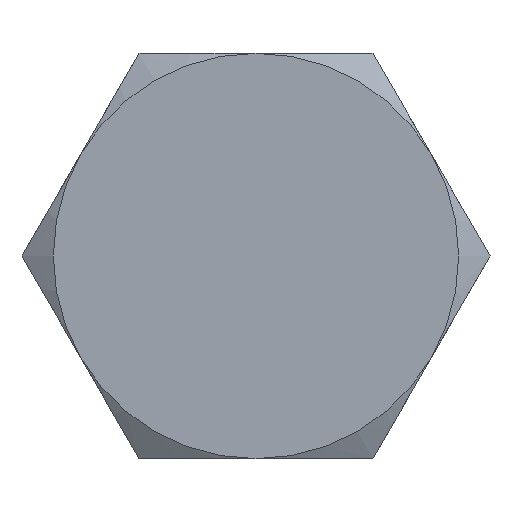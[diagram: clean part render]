
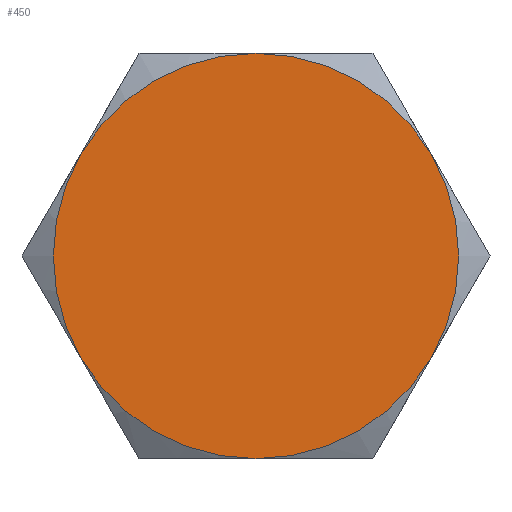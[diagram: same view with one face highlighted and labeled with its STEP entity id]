
A CAD part, front view. The second image highlights one B-rep face of the part: STEP entity #450.
In plain terms, the highlighted planar face has unit normal (0, -1, 0).
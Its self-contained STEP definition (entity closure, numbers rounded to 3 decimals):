
#11 = AXIS2_PLACEMENT_3D ( 'NONE', #431, #56, #375 ) ;
#31 = CIRCLE ( 'NONE', #264, 5. ) ;
#45 = CARTESIAN_POINT ( 'NONE',  ( 0., -18.427, 0. ) ) ;
#55 = EDGE_CURVE ( 'NONE', #394, #323, #31, .T. ) ;
#56 = DIRECTION ( 'NONE',  ( 0., 1., 0. ) ) ;
#82 = CIRCLE ( 'NONE', #104, 5. ) ;
#103 = CARTESIAN_POINT ( 'NONE',  ( 0., -18.427, 0. ) ) ;
#104 = AXIS2_PLACEMENT_3D ( 'NONE', #525, #463, #573 ) ;
#110 = DIRECTION ( 'NONE',  ( 0., 1., 0. ) ) ;
#125 = CARTESIAN_POINT ( 'NONE',  ( 0., -18.427, 5. ) ) ;
#131 = EDGE_CURVE ( 'NONE', #167, #524, #439, .T. ) ;
#146 = AXIS2_PLACEMENT_3D ( 'NONE', #691, #406, #630 ) ;
#154 = AXIS2_PLACEMENT_3D ( 'NONE', #103, #210, #633 ) ;
#167 = VERTEX_POINT ( 'NONE', #125 ) ;
#210 = DIRECTION ( 'NONE',  ( 0., -1., 0. ) ) ;
#216 = ORIENTED_EDGE ( 'NONE', *, *, #363, .F. ) ;
#238 = CIRCLE ( 'NONE', #146, 5. ) ;
#245 = EDGE_LOOP ( 'NONE', ( #478, #533, #680, #371, #216, #343 ) ) ;
#258 = DIRECTION ( 'NONE',  ( 0., 0., 1. ) ) ;
#263 = DIRECTION ( 'NONE',  ( 0., 0., 1. ) ) ;
#264 = AXIS2_PLACEMENT_3D ( 'NONE', #579, #473, #258 ) ;
#311 = CARTESIAN_POINT ( 'NONE',  ( 0., -18.427, -5. ) ) ;
#323 = VERTEX_POINT ( 'NONE', #673 ) ;
#325 = CARTESIAN_POINT ( 'NONE',  ( 0., -18.427, 0. ) ) ;
#343 = ORIENTED_EDGE ( 'NONE', *, *, #559, .F. ) ;
#357 = CARTESIAN_POINT ( 'NONE',  ( 4.33, -18.427, -2.5 ) ) ;
#363 = EDGE_CURVE ( 'NONE', #504, #167, #82, .T. ) ;
#371 = ORIENTED_EDGE ( 'NONE', *, *, #131, .F. ) ;
#373 = EDGE_CURVE ( 'NONE', #396, #394, #238, .T. ) ;
#375 = DIRECTION ( 'NONE',  ( 0., 0., 1. ) ) ;
#394 = VERTEX_POINT ( 'NONE', #311 ) ;
#395 = FACE_OUTER_BOUND ( 'NONE', #245, .T. ) ;
#396 = VERTEX_POINT ( 'NONE', #357 ) ;
#406 = DIRECTION ( 'NONE',  ( 0., 1., 0. ) ) ;
#414 = EDGE_CURVE ( 'NONE', #524, #396, #701, .T. ) ;
#431 = CARTESIAN_POINT ( 'NONE',  ( 0., -18.427, 0. ) ) ;
#439 = CIRCLE ( 'NONE', #537, 5. ) ;
#447 = CIRCLE ( 'NONE', #11, 5. ) ;
#450 = ADVANCED_FACE ( 'NONE', ( #395 ), #529, .T. ) ;
#463 = DIRECTION ( 'NONE',  ( 0., 1., 0. ) ) ;
#467 = DIRECTION ( 'NONE',  ( 0., 1., 0. ) ) ;
#473 = DIRECTION ( 'NONE',  ( 0., 1., 0. ) ) ;
#478 = ORIENTED_EDGE ( 'NONE', *, *, #55, .F. ) ;
#504 = VERTEX_POINT ( 'NONE', #642 ) ;
#524 = VERTEX_POINT ( 'NONE', #695 ) ;
#525 = CARTESIAN_POINT ( 'NONE',  ( 0., -18.427, 0. ) ) ;
#529 = PLANE ( 'NONE',  #154 ) ;
#533 = ORIENTED_EDGE ( 'NONE', *, *, #373, .F. ) ;
#537 = AXIS2_PLACEMENT_3D ( 'NONE', #325, #110, #596 ) ;
#559 = EDGE_CURVE ( 'NONE', #323, #504, #447, .T. ) ;
#573 = DIRECTION ( 'NONE',  ( 0., 0., 1. ) ) ;
#579 = CARTESIAN_POINT ( 'NONE',  ( 0., -18.427, 0. ) ) ;
#596 = DIRECTION ( 'NONE',  ( 0., 0., 1. ) ) ;
#630 = DIRECTION ( 'NONE',  ( 0., 0., 1. ) ) ;
#633 = DIRECTION ( 'NONE',  ( 0., 0., -1. ) ) ;
#642 = CARTESIAN_POINT ( 'NONE',  ( -4.33, -18.427, 2.5 ) ) ;
#673 = CARTESIAN_POINT ( 'NONE',  ( -4.33, -18.427, -2.5 ) ) ;
#680 = ORIENTED_EDGE ( 'NONE', *, *, #414, .F. ) ;
#691 = CARTESIAN_POINT ( 'NONE',  ( 0., -18.427, 0. ) ) ;
#695 = CARTESIAN_POINT ( 'NONE',  ( 4.33, -18.427, 2.5 ) ) ;
#701 = CIRCLE ( 'NONE', #711, 5. ) ;
#711 = AXIS2_PLACEMENT_3D ( 'NONE', #45, #467, #263 ) ;
